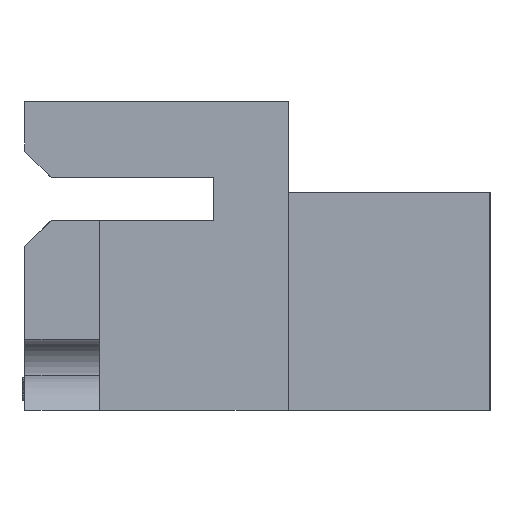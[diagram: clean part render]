
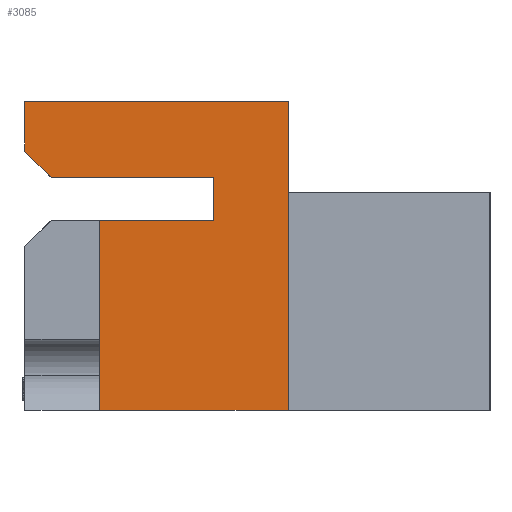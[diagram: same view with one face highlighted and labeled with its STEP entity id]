
A CAD part, left-side view. The second image highlights one B-rep face of the part: STEP entity #3085.
In plain terms, the highlighted planar face has unit normal (-1, 0, 0).
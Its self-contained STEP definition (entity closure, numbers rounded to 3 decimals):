
#598 = EDGE_CURVE ( 'NONE', #19160, #18144, #19319, .T. ) ;
#1430 = ORIENTED_EDGE ( 'NONE', *, *, #20449, .F. ) ;
#1503 = LINE ( 'NONE', #2091, #4070 ) ;
#2091 = CARTESIAN_POINT ( 'NONE',  ( 0., -8.814, -13.487 ) ) ;
#2230 = EDGE_CURVE ( 'NONE', #4225, #6537, #20644, .T. ) ;
#2725 = VECTOR ( 'NONE', #11130, 1000. ) ;
#3085 = ADVANCED_FACE ( 'NONE', ( #13458 ), #10748, .F. ) ;
#3124 = VERTEX_POINT ( 'NONE', #14021 ) ;
#3339 = ORIENTED_EDGE ( 'NONE', *, *, #8903, .F. ) ;
#3403 = EDGE_CURVE ( 'NONE', #19711, #20129, #1503, .T. ) ;
#3432 = VECTOR ( 'NONE', #12518, 1000. ) ;
#3584 = VECTOR ( 'NONE', #7822, 1000. ) ;
#3630 = DIRECTION ( 'NONE',  ( 0., -1., 0. ) ) ;
#3633 = CARTESIAN_POINT ( 'NONE',  ( 0., 0., 0. ) ) ;
#3915 = DIRECTION ( 'NONE',  ( 0., 0., 1. ) ) ;
#4008 = VECTOR ( 'NONE', #11839, 1000. ) ;
#4070 = VECTOR ( 'NONE', #14951, 1000. ) ;
#4172 = ORIENTED_EDGE ( 'NONE', *, *, #12345, .F. ) ;
#4184 = CARTESIAN_POINT ( 'NONE',  ( 0., 0., 0. ) ) ;
#4225 = VERTEX_POINT ( 'NONE', #7990 ) ;
#4832 = ORIENTED_EDGE ( 'NONE', *, *, #2230, .F. ) ;
#5059 = DIRECTION ( 'NONE',  ( 0., -0.707, -0.707 ) ) ;
#5074 = EDGE_CURVE ( 'NONE', #18144, #15867, #6529, .T. ) ;
#5142 = ORIENTED_EDGE ( 'NONE', *, *, #6154, .F. ) ;
#5624 = LINE ( 'NONE', #8032, #3584 ) ;
#5774 = VECTOR ( 'NONE', #5059, 1000. ) ;
#5816 = CARTESIAN_POINT ( 'NONE',  ( 0., 8.255, -5.182 ) ) ;
#6154 = EDGE_CURVE ( 'NONE', #20129, #19160, #7719, .T. ) ;
#6529 = LINE ( 'NONE', #7580, #2725 ) ;
#6537 = VERTEX_POINT ( 'NONE', #6723 ) ;
#6723 = CARTESIAN_POINT ( 'NONE',  ( 0., 11.506, 0. ) ) ;
#7029 = AXIS2_PLACEMENT_3D ( 'NONE', #4184, #12383, #9048 ) ;
#7055 = CARTESIAN_POINT ( 'NONE',  ( 0., 11.506, 0. ) ) ;
#7161 = CARTESIAN_POINT ( 'NONE',  ( 0., 0., 0. ) ) ;
#7580 = CARTESIAN_POINT ( 'NONE',  ( 0., 3.251, -5.182 ) ) ;
#7719 = LINE ( 'NONE', #5816, #3432 ) ;
#7822 = DIRECTION ( 'NONE',  ( 0., 1., 0. ) ) ;
#7990 = CARTESIAN_POINT ( 'NONE',  ( 0., 11.506, -2.159 ) ) ;
#8032 = CARTESIAN_POINT ( 'NONE',  ( 0., 0., -3.302 ) ) ;
#8342 = VECTOR ( 'NONE', #3630, 1000. ) ;
#8500 = ORIENTED_EDGE ( 'NONE', *, *, #3403, .F. ) ;
#8859 = CARTESIAN_POINT ( 'NONE',  ( 0., 11.506, -13.487 ) ) ;
#8896 = EDGE_LOOP ( 'NONE', ( #8500, #1430, #4172, #4832, #18526, #3339, #19104, #12334, #5142 ) ) ;
#8903 = EDGE_CURVE ( 'NONE', #15867, #3124, #5624, .T. ) ;
#9048 = DIRECTION ( 'NONE',  ( 0., 0., -1. ) ) ;
#9566 = CARTESIAN_POINT ( 'NONE',  ( 0., 10.363, -3.302 ) ) ;
#10295 = VECTOR ( 'NONE', #18153, 1000. ) ;
#10748 = PLANE ( 'NONE',  #7029 ) ;
#11130 = DIRECTION ( 'NONE',  ( 0., 0., 1. ) ) ;
#11234 = CARTESIAN_POINT ( 'NONE',  ( 0., 8.255, -13.487 ) ) ;
#11433 = EDGE_CURVE ( 'NONE', #4225, #3124, #16181, .T. ) ;
#11480 = CARTESIAN_POINT ( 'NONE',  ( 0., 3.251, -3.302 ) ) ;
#11839 = DIRECTION ( 'NONE',  ( 0., 0., -1. ) ) ;
#12334 = ORIENTED_EDGE ( 'NONE', *, *, #598, .F. ) ;
#12345 = EDGE_CURVE ( 'NONE', #6537, #18853, #19490, .T. ) ;
#12383 = DIRECTION ( 'NONE',  ( 1., 0., 0. ) ) ;
#12518 = DIRECTION ( 'NONE',  ( 0., 0., 1. ) ) ;
#12766 = CARTESIAN_POINT ( 'NONE',  ( 0., 0., -13.487 ) ) ;
#12990 = VECTOR ( 'NONE', #3915, 1000. ) ;
#13414 = CARTESIAN_POINT ( 'NONE',  ( 0., 0., -5.182 ) ) ;
#13458 = FACE_OUTER_BOUND ( 'NONE', #8896, .T. ) ;
#13536 = CARTESIAN_POINT ( 'NONE',  ( 0., 3.251, -5.182 ) ) ;
#14021 = CARTESIAN_POINT ( 'NONE',  ( 0., 10.363, -3.302 ) ) ;
#14951 = DIRECTION ( 'NONE',  ( 0., 1., 0. ) ) ;
#15867 = VERTEX_POINT ( 'NONE', #11480 ) ;
#16171 = CARTESIAN_POINT ( 'NONE',  ( 0., 8.255, -5.182 ) ) ;
#16181 = LINE ( 'NONE', #9566, #5774 ) ;
#16457 = LINE ( 'NONE', #3633, #4008 ) ;
#18144 = VERTEX_POINT ( 'NONE', #13536 ) ;
#18153 = DIRECTION ( 'NONE',  ( 0., -1., 0. ) ) ;
#18526 = ORIENTED_EDGE ( 'NONE', *, *, #11433, .T. ) ;
#18853 = VERTEX_POINT ( 'NONE', #7161 ) ;
#19104 = ORIENTED_EDGE ( 'NONE', *, *, #5074, .F. ) ;
#19160 = VERTEX_POINT ( 'NONE', #16171 ) ;
#19319 = LINE ( 'NONE', #13414, #8342 ) ;
#19490 = LINE ( 'NONE', #7055, #10295 ) ;
#19711 = VERTEX_POINT ( 'NONE', #12766 ) ;
#20129 = VERTEX_POINT ( 'NONE', #11234 ) ;
#20449 = EDGE_CURVE ( 'NONE', #18853, #19711, #16457, .T. ) ;
#20644 = LINE ( 'NONE', #8859, #12990 ) ;
